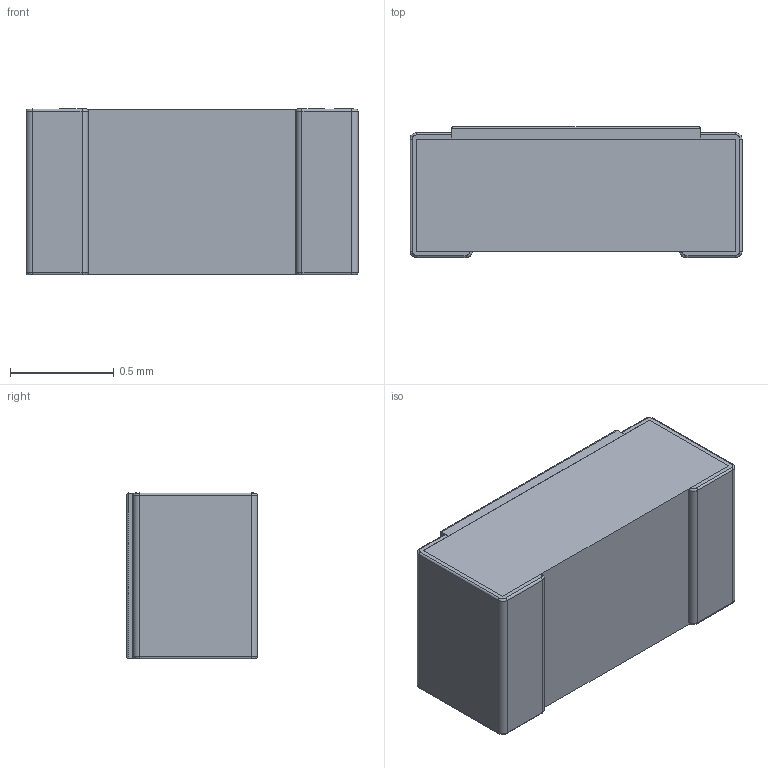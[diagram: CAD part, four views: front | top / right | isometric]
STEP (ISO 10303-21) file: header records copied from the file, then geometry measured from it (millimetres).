
FILE_DESCRIPTION (( 'STEP AP214' ), '1' );
FILE_NAME ('78AD132D-4068-4970-AD63-BB4420696B09.STEP', '2023-01-06T03:39:37', ( '' ), ( '' ), 'SwSTEP 2.0', 'SolidWorks 2022', '' );
FILE_SCHEMA (( 'AUTOMOTIVE_DESIGN' ));
Length unit declared in the file: millimetre
Products named in the file (1): 78AD132D-4068-4970-AD63-BB4420696B09
Bounding box: 1.6 x 0.63 x 0.8 mm (x, y, z)
Volume: 0.8 mm3; surface area: 10.8 mm2
Topology: 6 solids, 6 shells, 88 faces, 204 edges, 128 vertices
Faces by surface type: plane 54, cylinder 22, bspline 12
Entity records: 2727 total; most frequent: CARTESIAN_POINT 709, ORIENTED_EDGE 408, DIRECTION 374, EDGE_CURVE 204, VECTOR 148, LINE 148, VERTEX_POINT 128, AXIS2_PLACEMENT_3D 113
